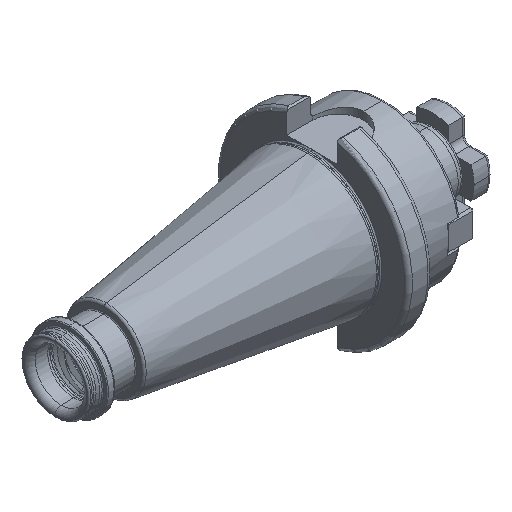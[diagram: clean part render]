
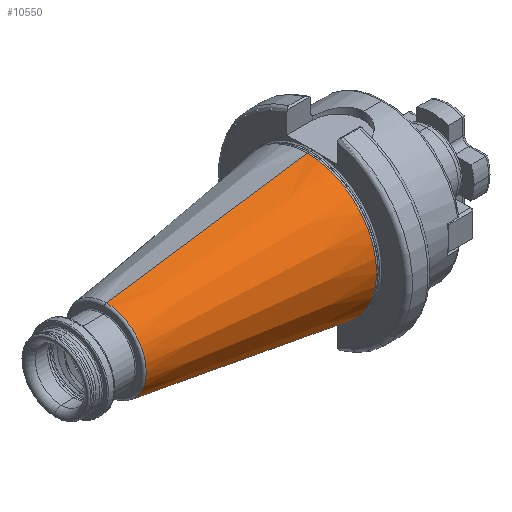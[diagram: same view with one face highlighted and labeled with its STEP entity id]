
A CAD part, isometric view. The second image highlights one B-rep face of the part: STEP entity #10550.
In plain terms, the highlighted conical face has half-angle 8.297 degrees and reference radius 35.027 mm.
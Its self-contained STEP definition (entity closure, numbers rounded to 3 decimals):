
#242 = EDGE_CURVE ( 'NONE', #22867, #22858, #25468, .T. ) ;
#304 = EDGE_CURVE ( 'NONE', #22904, #22914, #25546, .T. ) ;
#647 = EDGE_CURVE ( 'NONE', #22867, #22904, #19242, .T. ) ;
#866 = EDGE_CURVE ( 'NONE', #22858, #22914, #19350, .T. ) ;
#5148 = CARTESIAN_POINT ( 'NONE',  ( -110.123, 0., 20.207 ) ) ;
#5157 = CARTESIAN_POINT ( 'NONE',  ( -110.123, 0., -20.207 ) ) ;
#5172 = CARTESIAN_POINT ( 'NONE',  ( -8.5, 0., -35.027 ) ) ;
#5192 = CARTESIAN_POINT ( 'NONE',  ( -8.5, 0., 35.027 ) ) ;
#8675 = CARTESIAN_POINT ( 'NONE',  ( -8.5, 0., 35.027 ) ) ;
#8694 = DIRECTION ( 'NONE',  ( 0.99, 0., 0.144 ) ) ;
#10550 = ADVANCED_FACE ( 'NONE', ( #13731 ), #13729, .T. ) ;
#11008 = AXIS2_PLACEMENT_3D ( 'NONE', #18298, #18318, #18317 ) ;
#11010 = AXIS2_PLACEMENT_3D ( 'NONE', #18025, #18006, #18031 ) ;
#11260 = AXIS2_PLACEMENT_3D ( 'NONE', #25710, #25711, #25691 ) ;
#13056 = CARTESIAN_POINT ( 'NONE',  ( -8.5, 0., -35.027 ) ) ;
#13062 = DIRECTION ( 'NONE',  ( 0.99, 0., -0.144 ) ) ;
#13729 = CONICAL_SURFACE ( 'NONE', #11260, 35.027, 0.145 ) ;
#13731 = FACE_OUTER_BOUND ( 'NONE', #23574, .T. ) ;
#18006 = DIRECTION ( 'NONE',  ( -1., 0., 0. ) ) ;
#18025 = CARTESIAN_POINT ( 'NONE',  ( -110.123, 0., 0. ) ) ;
#18031 = DIRECTION ( 'NONE',  ( 0., 0., 1. ) ) ;
#18298 = CARTESIAN_POINT ( 'NONE',  ( -8.5, 0., 0. ) ) ;
#18317 = DIRECTION ( 'NONE',  ( 0., 0., 1. ) ) ;
#18318 = DIRECTION ( 'NONE',  ( -1., 0., 0. ) ) ;
#19206 = VECTOR ( 'NONE', #13062, 1000. ) ;
#19242 = LINE ( 'NONE', #13056, #19206 ) ;
#19342 = VECTOR ( 'NONE', #8694, 1000. ) ;
#19350 = LINE ( 'NONE', #8675, #19342 ) ;
#22858 = VERTEX_POINT ( 'NONE', #5148 ) ;
#22867 = VERTEX_POINT ( 'NONE', #5157 ) ;
#22904 = VERTEX_POINT ( 'NONE', #5172 ) ;
#22914 = VERTEX_POINT ( 'NONE', #5192 ) ;
#23574 = EDGE_LOOP ( 'NONE', ( #24443, #24411, #24440, #24418 ) ) ;
#24411 = ORIENTED_EDGE ( 'NONE', *, *, #242, .F. ) ;
#24418 = ORIENTED_EDGE ( 'NONE', *, *, #304, .T. ) ;
#24440 = ORIENTED_EDGE ( 'NONE', *, *, #647, .T. ) ;
#24443 = ORIENTED_EDGE ( 'NONE', *, *, #866, .F. ) ;
#25468 = CIRCLE ( 'NONE', #11010, 20.207 ) ;
#25546 = CIRCLE ( 'NONE', #11008, 35.027 ) ;
#25691 = DIRECTION ( 'NONE',  ( 0., 0., -1. ) ) ;
#25710 = CARTESIAN_POINT ( 'NONE',  ( -8.5, 0., 0. ) ) ;
#25711 = DIRECTION ( 'NONE',  ( 1., 0., 0. ) ) ;
